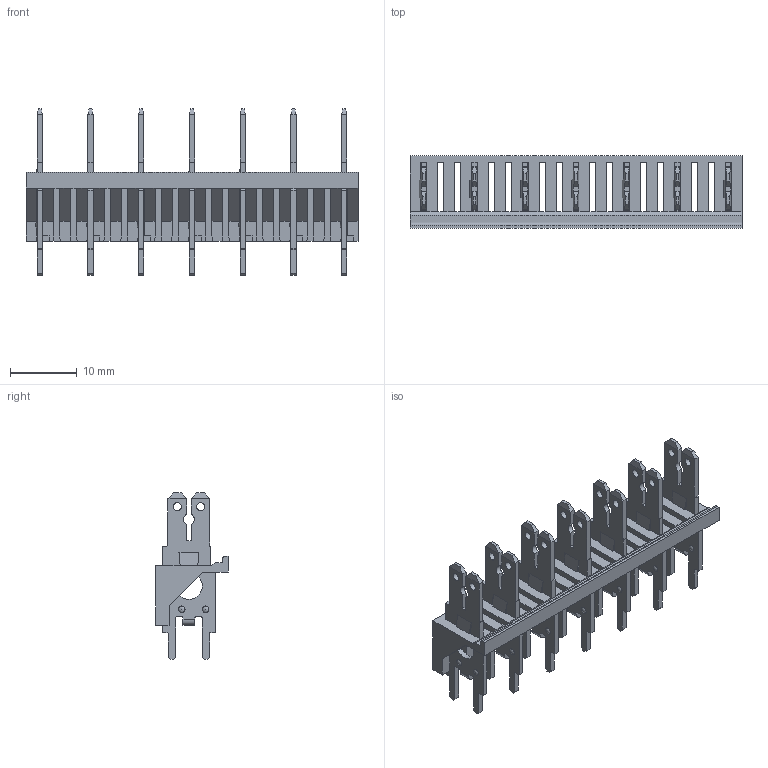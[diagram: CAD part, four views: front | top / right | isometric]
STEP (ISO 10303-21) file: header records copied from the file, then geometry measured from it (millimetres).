
FILE_DESCRIPTION(/* description */ ('Unknown'),/* implementation_level */ '2;1');
FILE_NAME(/* name */ 'J_Wurth_WR-FAST_638307222007',/* time_stamp */ '2025-06-19T16:34:57+08:00',/* author */ ('Unknown'),/* organization */ ('Unknown'),/* preprocessor_version */ 'ST-DEVELOPER v19.4',/* originating_system */ 'Solid Edge',/* authorisation */ 'Unknown');
FILE_SCHEMA (('AUTOMOTIVE_DESIGN {1 0 10303 214 3 1 1}'));
Length unit declared in the file: millimetre
Products named in the file (2): J_Wurth_WR-FAST_638307222007
Assembly tree (1 placements, depth 2):
  J_Wurth_WR-FAST_638307222007
    J_Wurth_WR-FAST_638307222007
Bounding box: 49.84 x 10.9 x 25 mm (x, y, z)
Volume: 2309.1 mm3; surface area: 5319.2 mm2
Topology: 1 solids, 1 shells, 684 faces, 2003 edges, 1283 vertices
Faces by surface type: plane 515, cylinder 127, cone 28, torus 14
Full cylindrical faces by diameter (mm): 1.2 x14, 4 x7
Entity records: 26760 total; most frequent: CARTESIAN_POINT 3867, ORIENTED_EDGE 3838, DIRECTION 3573, EDGE_CURVE 1919, LINE 1637, VECTOR 1637, VERTEX_POINT 1262, AXIS2_PLACEMENT_3D 968
